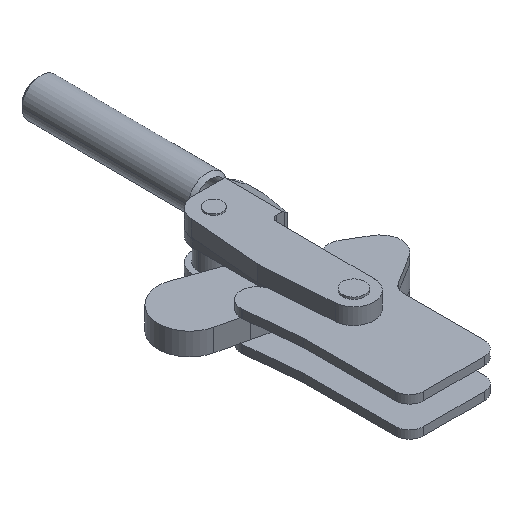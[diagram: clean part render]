
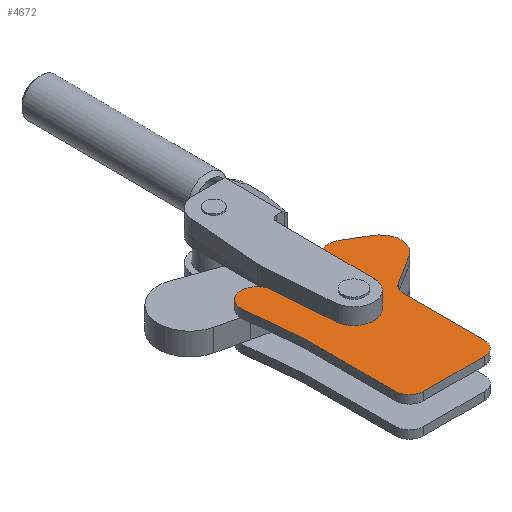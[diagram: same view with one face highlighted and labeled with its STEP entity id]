
A CAD part, isometric view. The second image highlights one B-rep face of the part: STEP entity #4672.
In plain terms, the highlighted planar face has unit normal (0, 0, 1).
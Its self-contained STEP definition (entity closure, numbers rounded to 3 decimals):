
#87 = VECTOR ( 'NONE', #3399, 1000. ) ;
#109 = CARTESIAN_POINT ( 'NONE',  ( 39.04, -68.991, 13.8 ) ) ;
#117 = DIRECTION ( 'NONE',  ( 1., 0., 0. ) ) ;
#118 = DIRECTION ( 'NONE',  ( 0., 0., 1. ) ) ;
#127 = AXIS2_PLACEMENT_3D ( 'NONE', #2978, #4222, #3821 ) ;
#208 = ORIENTED_EDGE ( 'NONE', *, *, #1268, .T. ) ;
#244 = ORIENTED_EDGE ( 'NONE', *, *, #4033, .T. ) ;
#287 = CARTESIAN_POINT ( 'NONE',  ( 8.342, -19.097, 13.8 ) ) ;
#309 = LINE ( 'NONE', #109, #2328 ) ;
#333 = VECTOR ( 'NONE', #3874, 1000. ) ;
#342 = DIRECTION ( 'NONE',  ( 1., 0., 0. ) ) ;
#364 = AXIS2_PLACEMENT_3D ( 'NONE', #758, #3163, #342 ) ;
#468 = CARTESIAN_POINT ( 'NONE',  ( 24.603, -27.75, 13.8 ) ) ;
#469 = DIRECTION ( 'NONE',  ( 0., 0., -1. ) ) ;
#586 = VERTEX_POINT ( 'NONE', #4705 ) ;
#589 = VERTEX_POINT ( 'NONE', #1514 ) ;
#609 = CARTESIAN_POINT ( 'NONE',  ( -21.658, -28.577, 13.8 ) ) ;
#613 = ORIENTED_EDGE ( 'NONE', *, *, #692, .T. ) ;
#614 = CARTESIAN_POINT ( 'NONE',  ( 7.042, -69.277, 13.8 ) ) ;
#642 = AXIS2_PLACEMENT_3D ( 'NONE', #877, #469, #2408 ) ;
#652 = CARTESIAN_POINT ( 'NONE',  ( -28.958, -69.277, 13.8 ) ) ;
#692 = EDGE_CURVE ( 'NONE', #1467, #1599, #697, .T. ) ;
#697 = CIRCLE ( 'NONE', #127, 10. ) ;
#699 = DIRECTION ( 'NONE',  ( 1., 0., 0. ) ) ;
#758 = CARTESIAN_POINT ( 'NONE',  ( -18.958, -135.277, 13.8 ) ) ;
#778 = CARTESIAN_POINT ( 'NONE',  ( -21.658, -28.577, 13.8 ) ) ;
#841 = LINE ( 'NONE', #3784, #3915 ) ;
#861 = DIRECTION ( 'NONE',  ( 0., 0., 1. ) ) ;
#877 = CARTESIAN_POINT ( 'NONE',  ( 44.042, -77.068, 13.8 ) ) ;
#901 = DIRECTION ( 'NONE',  ( 0., 0., 1. ) ) ;
#926 = DIRECTION ( 'NONE',  ( 0.85, 0.526, 0. ) ) ;
#972 = DIRECTION ( 'NONE',  ( 1., 0., 0. ) ) ;
#991 = VECTOR ( 'NONE', #3792, 1000. ) ;
#1056 = DIRECTION ( 'NONE',  ( 1., 0., 0. ) ) ;
#1201 = EDGE_CURVE ( 'NONE', #589, #3164, #3148, .T. ) ;
#1213 = CARTESIAN_POINT ( 'NONE',  ( 7.042, -69.277, 13.8 ) ) ;
#1265 = DIRECTION ( 'NONE',  ( 0., 1., 0. ) ) ;
#1268 = EDGE_CURVE ( 'NONE', #3741, #4536, #4636, .T. ) ;
#1279 = EDGE_LOOP ( 'NONE', ( #3304, #3283, #244, #4490, #208, #1327, #613, #3819, #3586, #2773, #5047, #1836, #1879, #5179, #2102 ) ) ;
#1327 = ORIENTED_EDGE ( 'NONE', *, *, #3151, .T. ) ;
#1408 = LINE ( 'NONE', #5057, #333 ) ;
#1424 = VERTEX_POINT ( 'NONE', #1806 ) ;
#1467 = VERTEX_POINT ( 'NONE', #3785 ) ;
#1490 = CARTESIAN_POINT ( 'NONE',  ( -32.958, -28.577, 13.8 ) ) ;
#1514 = CARTESIAN_POINT ( 'NONE',  ( 34.542, -77.068, 13.8 ) ) ;
#1562 = AXIS2_PLACEMENT_3D ( 'NONE', #4150, #118, #4552 ) ;
#1599 = VERTEX_POINT ( 'NONE', #3646 ) ;
#1623 = DIRECTION ( 'NONE',  ( 1., 0., 0. ) ) ;
#1688 = CIRCLE ( 'NONE', #3038, 15. ) ;
#1715 = AXIS2_PLACEMENT_3D ( 'NONE', #287, #3110, #699 ) ;
#1806 = CARTESIAN_POINT ( 'NONE',  ( 45.549, -21.927, 13.8 ) ) ;
#1836 = ORIENTED_EDGE ( 'NONE', *, *, #4986, .T. ) ;
#1879 = ORIENTED_EDGE ( 'NONE', *, *, #3581, .T. ) ;
#2008 = ORIENTED_EDGE ( 'NONE', *, *, #4679, .F. ) ;
#2102 = ORIENTED_EDGE ( 'NONE', *, *, #5099, .T. ) ;
#2215 = VERTEX_POINT ( 'NONE', #468 ) ;
#2309 = EDGE_CURVE ( 'NONE', #3164, #4638, #309, .T. ) ;
#2328 = VECTOR ( 'NONE', #926, 1000. ) ;
#2348 = EDGE_CURVE ( 'NONE', #4068, #2359, #4201, .T. ) ;
#2359 = VERTEX_POINT ( 'NONE', #5029 ) ;
#2369 = CARTESIAN_POINT ( 'NONE',  ( 59.939, -56.049, 13.8 ) ) ;
#2408 = DIRECTION ( 'NONE',  ( 1., 0., 0. ) ) ;
#2412 = DIRECTION ( 'NONE',  ( 1., 0., 0. ) ) ;
#2481 = CIRCLE ( 'NONE', #1715, 18.42 ) ;
#2495 = CARTESIAN_POINT ( 'NONE',  ( 0.692, -69.277, 13.8 ) ) ;
#2522 = EDGE_LOOP ( 'NONE', ( #4090, #2008 ) ) ;
#2704 = VERTEX_POINT ( 'NONE', #4205 ) ;
#2724 = CARTESIAN_POINT ( 'NONE',  ( -18.958, -145.277, 13.8 ) ) ;
#2773 = ORIENTED_EDGE ( 'NONE', *, *, #2309, .T. ) ;
#2803 = CARTESIAN_POINT ( 'NONE',  ( -12.597, -21.825, 13.8 ) ) ;
#2812 = CARTESIAN_POINT ( 'NONE',  ( 34.542, -77.068, 13.8 ) ) ;
#2851 = EDGE_CURVE ( 'NONE', #4638, #2704, #1688, .T. ) ;
#2877 = CIRCLE ( 'NONE', #1562, 15. ) ;
#2884 = VERTEX_POINT ( 'NONE', #3276 ) ;
#2927 = FACE_OUTER_BOUND ( 'NONE', #1279, .T. ) ;
#2934 = CIRCLE ( 'NONE', #4577, 11.3 ) ;
#2935 = DIRECTION ( 'NONE',  ( 0., -1., 0. ) ) ;
#2978 = CARTESIAN_POINT ( 'NONE',  ( 24.542, -135.277, 13.8 ) ) ;
#3038 = AXIS2_PLACEMENT_3D ( 'NONE', #3369, #3786, #3585 ) ;
#3056 = EDGE_CURVE ( 'NONE', #586, #3741, #5064, .T. ) ;
#3091 = EDGE_CURVE ( 'NONE', #5130, #3812, #4562, .T. ) ;
#3110 = DIRECTION ( 'NONE',  ( 0., 0., -1. ) ) ;
#3148 = CIRCLE ( 'NONE', #642, 9.5 ) ;
#3151 = EDGE_CURVE ( 'NONE', #4536, #1467, #5133, .T. ) ;
#3163 = DIRECTION ( 'NONE',  ( 0., 0., 1. ) ) ;
#3164 = VERTEX_POINT ( 'NONE', #3537 ) ;
#3179 = LINE ( 'NONE', #652, #87 ) ;
#3276 = CARTESIAN_POINT ( 'NONE',  ( -6.428, -30.103, 13.8 ) ) ;
#3283 = ORIENTED_EDGE ( 'NONE', *, *, #3091, .T. ) ;
#3304 = ORIENTED_EDGE ( 'NONE', *, *, #4166, .T. ) ;
#3360 = CARTESIAN_POINT ( 'NONE',  ( -21.658, -28.577, 13.8 ) ) ;
#3369 = CARTESIAN_POINT ( 'NONE',  ( 52.042, -43.297, 13.8 ) ) ;
#3399 = DIRECTION ( 'NONE',  ( 0.099, -0.995, 0. ) ) ;
#3468 = CARTESIAN_POINT ( 'NONE',  ( -28.958, -69.277, 13.8 ) ) ;
#3525 = AXIS2_PLACEMENT_3D ( 'NONE', #1213, #4018, #1623 ) ;
#3537 = CARTESIAN_POINT ( 'NONE',  ( 39.04, -68.991, 13.8 ) ) ;
#3581 = EDGE_CURVE ( 'NONE', #1424, #2215, #2877, .T. ) ;
#3585 = DIRECTION ( 'NONE',  ( 1., 0., 0. ) ) ;
#3586 = ORIENTED_EDGE ( 'NONE', *, *, #1201, .T. ) ;
#3646 = CARTESIAN_POINT ( 'NONE',  ( 34.542, -135.277, 13.8 ) ) ;
#3737 = AXIS2_PLACEMENT_3D ( 'NONE', #614, #861, #972 ) ;
#3741 = VERTEX_POINT ( 'NONE', #4103 ) ;
#3784 = CARTESIAN_POINT ( 'NONE',  ( 45.549, -21.927, 13.8 ) ) ;
#3785 = CARTESIAN_POINT ( 'NONE',  ( 24.542, -145.277, 13.8 ) ) ;
#3786 = DIRECTION ( 'NONE',  ( 0., 0., 1. ) ) ;
#3790 = AXIS2_PLACEMENT_3D ( 'NONE', #778, #4791, #2412 ) ;
#3792 = DIRECTION ( 'NONE',  ( 1., 0., 0. ) ) ;
#3812 = VERTEX_POINT ( 'NONE', #3956 ) ;
#3819 = ORIENTED_EDGE ( 'NONE', *, *, #3957, .T. ) ;
#3821 = DIRECTION ( 'NONE',  ( 1., 0., 0. ) ) ;
#3874 = DIRECTION ( 'NONE',  ( -0.598, 0.802, 0. ) ) ;
#3880 = VECTOR ( 'NONE', #2935, 1000. ) ;
#3915 = VECTOR ( 'NONE', #5009, 1000. ) ;
#3956 = CARTESIAN_POINT ( 'NONE',  ( -32.903, -29.697, 13.8 ) ) ;
#3957 = EDGE_CURVE ( 'NONE', #1599, #589, #4990, .T. ) ;
#3979 = FACE_BOUND ( 'NONE', #2522, .T. ) ;
#3997 = PLANE ( 'NONE',  #3790 ) ;
#4018 = DIRECTION ( 'NONE',  ( 0., 0., 1. ) ) ;
#4033 = EDGE_CURVE ( 'NONE', #3812, #586, #3179, .T. ) ;
#4068 = VERTEX_POINT ( 'NONE', #2495 ) ;
#4090 = ORIENTED_EDGE ( 'NONE', *, *, #2348, .F. ) ;
#4103 = CARTESIAN_POINT ( 'NONE',  ( -28.958, -135.277, 13.8 ) ) ;
#4150 = CARTESIAN_POINT ( 'NONE',  ( 37.844, -34.797, 13.8 ) ) ;
#4166 = EDGE_CURVE ( 'NONE', #4678, #5130, #2934, .T. ) ;
#4201 = CIRCLE ( 'NONE', #3737, 6.35 ) ;
#4205 = CARTESIAN_POINT ( 'NONE',  ( 59.747, -30.427, 13.8 ) ) ;
#4222 = DIRECTION ( 'NONE',  ( 0., 0., 1. ) ) ;
#4490 = ORIENTED_EDGE ( 'NONE', *, *, #3056, .T. ) ;
#4536 = VERTEX_POINT ( 'NONE', #2724 ) ;
#4537 = AXIS2_PLACEMENT_3D ( 'NONE', #609, #901, #1056 ) ;
#4552 = DIRECTION ( 'NONE',  ( 1., 0., 0. ) ) ;
#4562 = CIRCLE ( 'NONE', #4537, 11.3 ) ;
#4577 = AXIS2_PLACEMENT_3D ( 'NONE', #3360, #4971, #117 ) ;
#4636 = CIRCLE ( 'NONE', #364, 10. ) ;
#4638 = VERTEX_POINT ( 'NONE', #2369 ) ;
#4672 = ADVANCED_FACE ( 'NONE', ( #3979, #2927 ), #3997, .T. ) ;
#4678 = VERTEX_POINT ( 'NONE', #2803 ) ;
#4679 = EDGE_CURVE ( 'NONE', #2359, #4068, #5167, .T. ) ;
#4705 = CARTESIAN_POINT ( 'NONE',  ( -28.958, -69.277, 13.8 ) ) ;
#4791 = DIRECTION ( 'NONE',  ( 0., 0., 1. ) ) ;
#4854 = CARTESIAN_POINT ( 'NONE',  ( -18.958, -145.277, 13.8 ) ) ;
#4971 = DIRECTION ( 'NONE',  ( 0., 0., 1. ) ) ;
#4986 = EDGE_CURVE ( 'NONE', #2704, #1424, #841, .T. ) ;
#4990 = LINE ( 'NONE', #2812, #5121 ) ;
#5009 = DIRECTION ( 'NONE',  ( -0.858, 0.514, 0. ) ) ;
#5029 = CARTESIAN_POINT ( 'NONE',  ( 13.392, -69.277, 13.8 ) ) ;
#5047 = ORIENTED_EDGE ( 'NONE', *, *, #2851, .T. ) ;
#5057 = CARTESIAN_POINT ( 'NONE',  ( -12.597, -21.825, 13.8 ) ) ;
#5064 = LINE ( 'NONE', #3468, #3880 ) ;
#5099 = EDGE_CURVE ( 'NONE', #2884, #4678, #1408, .T. ) ;
#5121 = VECTOR ( 'NONE', #1265, 1000. ) ;
#5122 = EDGE_CURVE ( 'NONE', #2215, #2884, #2481, .T. ) ;
#5130 = VERTEX_POINT ( 'NONE', #1490 ) ;
#5133 = LINE ( 'NONE', #4854, #991 ) ;
#5167 = CIRCLE ( 'NONE', #3525, 6.35 ) ;
#5179 = ORIENTED_EDGE ( 'NONE', *, *, #5122, .T. ) ;
